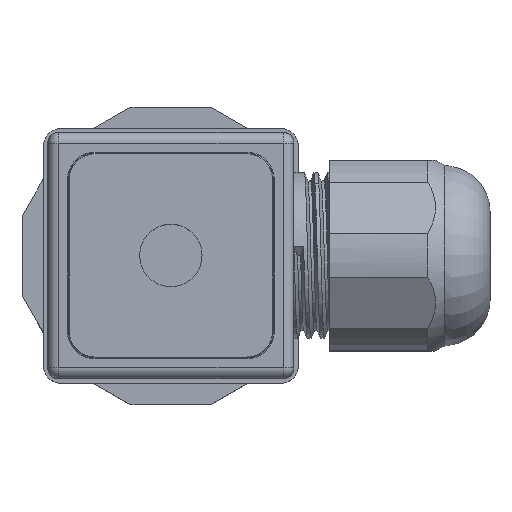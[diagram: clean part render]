
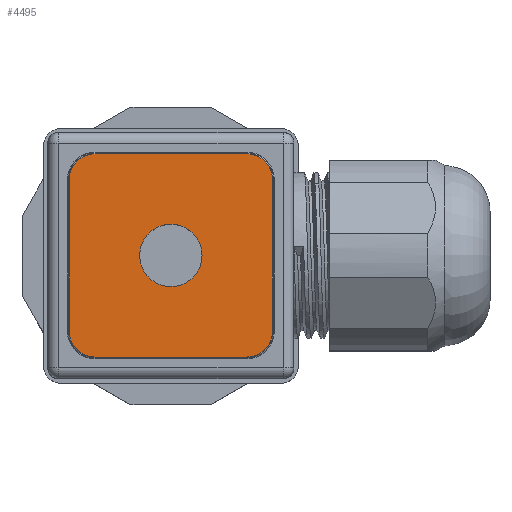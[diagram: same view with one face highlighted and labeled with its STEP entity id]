
A CAD part, top view. The second image highlights one B-rep face of the part: STEP entity #4495.
In plain terms, the highlighted planar face has unit normal (0, 0, 1).
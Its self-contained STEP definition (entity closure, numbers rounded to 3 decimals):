
#4495=ADVANCED_FACE('',(#11192,#11194),#11196,.T.);
#11192=FACE_BOUND('',#11193,.T.);
#11193=EDGE_LOOP('',(#17751,#17752,#17753,#17754,#17755,#17756,#17757,#17758));
#11194=FACE_BOUND('',#11195,.T.);
#11195=EDGE_LOOP('',(#17759));
#11196=PLANE('',#11197);
#11197=AXIS2_PLACEMENT_3D('',#11198,#11199,#11200);
#11198=CARTESIAN_POINT('',(0.,0.,31.));
#11199=DIRECTION('',(0.,0.,1.));
#11200=DIRECTION('',(1.,0.,0.));
#17751=ORIENTED_EDGE('',*,*,#19621,.T.);
#17752=ORIENTED_EDGE('',*,*,#19622,.F.);
#17753=ORIENTED_EDGE('',*,*,#19623,.T.);
#17754=ORIENTED_EDGE('',*,*,#19624,.F.);
#17755=ORIENTED_EDGE('',*,*,#19625,.T.);
#17756=ORIENTED_EDGE('',*,*,#19626,.F.);
#17757=ORIENTED_EDGE('',*,*,#19627,.T.);
#17758=ORIENTED_EDGE('',*,*,#19628,.F.);
#17759=ORIENTED_EDGE('',*,*,#19629,.T.);
#19621=EDGE_CURVE('',#21604,#21605,#21606,.T.);
#19622=EDGE_CURVE('',#21607,#21605,#21608,.F.);
#19623=EDGE_CURVE('',#21607,#21609,#21610,.T.);
#19624=EDGE_CURVE('',#21611,#21609,#21612,.F.);
#19625=EDGE_CURVE('',#21611,#21613,#21614,.T.);
#19626=EDGE_CURVE('',#21615,#21613,#21616,.F.);
#19627=EDGE_CURVE('',#21615,#21617,#21618,.T.);
#19628=EDGE_CURVE('',#21604,#21617,#21619,.F.);
#19629=EDGE_CURVE('',#21620,#21620,#21621,.F.);
#21604=VERTEX_POINT('',#27465);
#21605=VERTEX_POINT('',#27466);
#21606=LINE('',#27467,#27468);
#21607=VERTEX_POINT('',#27470);
#21608=CIRCLE('',#27471,2.9);
#21609=VERTEX_POINT('',#27475);
#21610=LINE('',#27476,#27477);
#21611=VERTEX_POINT('',#27479);
#21612=CIRCLE('',#27480,2.9);
#21613=VERTEX_POINT('',#27484);
#21614=LINE('',#27485,#27486);
#21615=VERTEX_POINT('',#27488);
#21616=CIRCLE('',#27489,2.9);
#21617=VERTEX_POINT('',#27493);
#21618=LINE('',#27494,#27495);
#21619=CIRCLE('',#27497,2.9);
#21620=VERTEX_POINT('',#27501);
#21621=CIRCLE('',#27502,3.5);
#27465=CARTESIAN_POINT('',(-8.5,-11.4,31.));
#27466=CARTESIAN_POINT('',(8.5,-11.4,31.));
#27467=CARTESIAN_POINT('',(-8.5,-11.4,31.));
#27468=VECTOR('',#27469,1.);
#27469=DIRECTION('',(1.,0.,0.));
#27470=CARTESIAN_POINT('',(11.4,-8.5,31.));
#27471=AXIS2_PLACEMENT_3D('',#27472,#27473,#27474);
#27472=CARTESIAN_POINT('',(8.5,-8.5,31.));
#27473=DIRECTION('',(-0.,0.,1.));
#27474=DIRECTION('',(0.,-1.,0.));
#27475=CARTESIAN_POINT('',(11.4,8.5,31.));
#27476=CARTESIAN_POINT('',(11.4,-8.5,31.));
#27477=VECTOR('',#27478,1.);
#27478=DIRECTION('',(0.,1.,0.));
#27479=CARTESIAN_POINT('',(8.5,11.4,31.));
#27480=AXIS2_PLACEMENT_3D('',#27481,#27482,#27483);
#27481=CARTESIAN_POINT('',(8.5,8.5,31.));
#27482=DIRECTION('',(0.,0.,1.));
#27483=DIRECTION('',(1.,0.,0.));
#27484=CARTESIAN_POINT('',(-8.5,11.4,31.));
#27485=CARTESIAN_POINT('',(8.5,11.4,31.));
#27486=VECTOR('',#27487,1.);
#27487=DIRECTION('',(-1.,0.,0.));
#27488=CARTESIAN_POINT('',(-11.4,8.5,31.));
#27489=AXIS2_PLACEMENT_3D('',#27490,#27491,#27492);
#27490=CARTESIAN_POINT('',(-8.5,8.5,31.));
#27491=DIRECTION('',(0.,-0.,1.));
#27492=DIRECTION('',(0.,1.,0.));
#27493=CARTESIAN_POINT('',(-11.4,-8.5,31.));
#27494=CARTESIAN_POINT('',(-11.4,8.5,31.));
#27495=VECTOR('',#27496,1.);
#27496=DIRECTION('',(0.,-1.,0.));
#27497=AXIS2_PLACEMENT_3D('',#27498,#27499,#27500);
#27498=CARTESIAN_POINT('',(-8.5,-8.5,31.));
#27499=DIRECTION('',(-0.,0.,1.));
#27500=DIRECTION('',(-1.,0.,0.));
#27501=CARTESIAN_POINT('',(3.5,0.,31.));
#27502=AXIS2_PLACEMENT_3D('',#27503,#27504,#27505);
#27503=CARTESIAN_POINT('',(0.,0.,31.));
#27504=DIRECTION('',(0.,0.,1.));
#27505=DIRECTION('',(1.,0.,0.));
